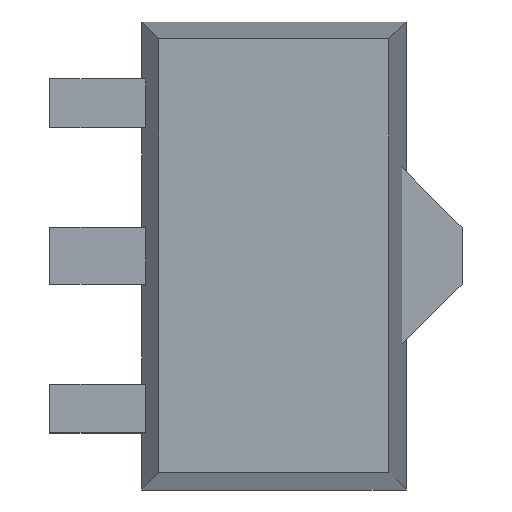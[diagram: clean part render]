
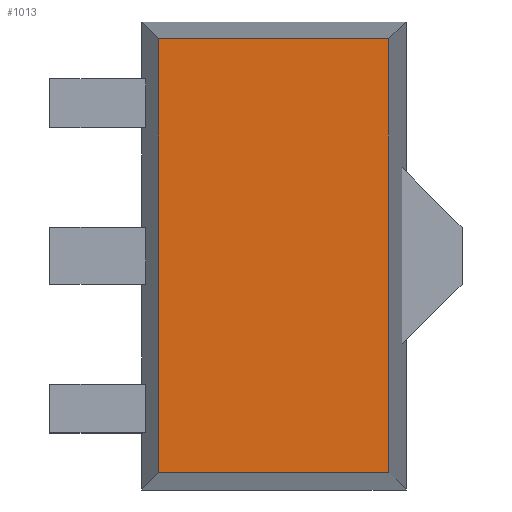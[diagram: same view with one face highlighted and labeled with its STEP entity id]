
A CAD part, top view. The second image highlights one B-rep face of the part: STEP entity #1013.
In plain terms, the highlighted planar face has unit normal (0, 0, 1).
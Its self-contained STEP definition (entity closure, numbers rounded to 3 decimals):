
#853 = VERTEX_POINT('',#854);
#854 = CARTESIAN_POINT('',(0.168,4.432,1.6));
#965 = VERTEX_POINT('',#966);
#966 = CARTESIAN_POINT('',(0.168,0.168,1.6));
#972 = EDGE_CURVE('',#965,#853,#973,.T.);
#973 = LINE('',#974,#975);
#974 = CARTESIAN_POINT('',(0.168,0.,1.6));
#975 = VECTOR('',#976,1.);
#976 = DIRECTION('',(0.,1.,0.));
#989 = VERTEX_POINT('',#990);
#990 = CARTESIAN_POINT('',(2.432,4.432,1.6));
#1003 = EDGE_CURVE('',#853,#989,#1004,.T.);
#1004 = LINE('',#1005,#1006);
#1005 = CARTESIAN_POINT('',(0.,4.432,1.6));
#1006 = VECTOR('',#1007,1.);
#1007 = DIRECTION('',(1.,0.,0.));
#1013 = ADVANCED_FACE('',(#1014),#1032,.T.);
#1014 = FACE_BOUND('',#1015,.T.);
#1015 = EDGE_LOOP('',(#1016,#1017,#1025,#1031));
#1016 = ORIENTED_EDGE('',*,*,#972,.F.);
#1017 = ORIENTED_EDGE('',*,*,#1018,.T.);
#1018 = EDGE_CURVE('',#965,#1019,#1021,.T.);
#1019 = VERTEX_POINT('',#1020);
#1020 = CARTESIAN_POINT('',(2.432,0.168,1.6));
#1021 = LINE('',#1022,#1023);
#1022 = CARTESIAN_POINT('',(0.,0.168,1.6));
#1023 = VECTOR('',#1024,1.);
#1024 = DIRECTION('',(1.,0.,0.));
#1025 = ORIENTED_EDGE('',*,*,#1026,.T.);
#1026 = EDGE_CURVE('',#1019,#989,#1027,.T.);
#1027 = LINE('',#1028,#1029);
#1028 = CARTESIAN_POINT('',(2.432,0.,1.6));
#1029 = VECTOR('',#1030,1.);
#1030 = DIRECTION('',(0.,1.,0.));
#1031 = ORIENTED_EDGE('',*,*,#1003,.F.);
#1032 = PLANE('',#1033);
#1033 = AXIS2_PLACEMENT_3D('',#1034,#1035,#1036);
#1034 = CARTESIAN_POINT('',(0.,0.,1.6));
#1035 = DIRECTION('',(0.,0.,1.));
#1036 = DIRECTION('',(1.,0.,0.));
